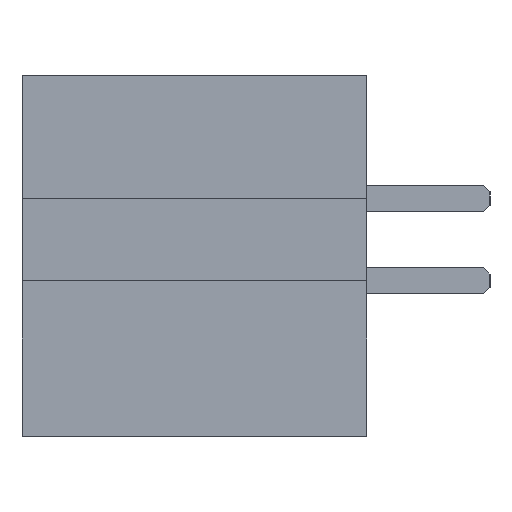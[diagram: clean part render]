
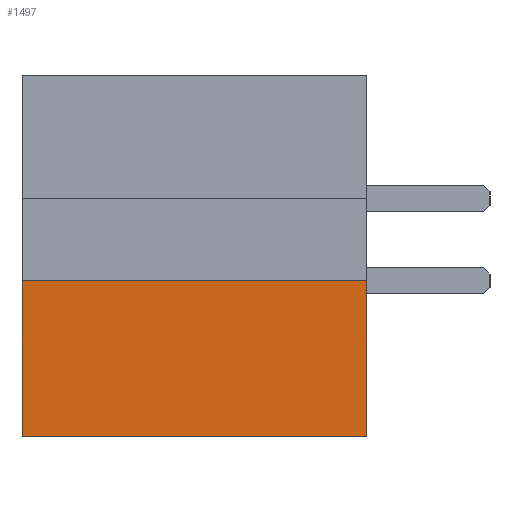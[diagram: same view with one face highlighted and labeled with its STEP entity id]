
A CAD part, left-side view. The second image highlights one B-rep face of the part: STEP entity #1497.
In plain terms, the highlighted planar face has unit normal (-1, 0, 0).
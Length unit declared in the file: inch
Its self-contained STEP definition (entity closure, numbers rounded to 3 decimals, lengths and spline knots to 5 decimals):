
#1497 = ADVANCED_FACE( '', ( #3210 ), #3211, .F. );
#3210 = FACE_OUTER_BOUND( '', #5156, .T. );
#3211 = PLANE( '', #5157 );
#5156 = EDGE_LOOP( '', ( #9887, #9888, #9889, #9890 ) );
#5157 = AXIS2_PLACEMENT_3D( '', #9891, #9892, #9893 );
#9887 = ORIENTED_EDGE( '', *, *, #12629, .F. );
#9888 = ORIENTED_EDGE( '', *, *, #13469, .T. );
#9889 = ORIENTED_EDGE( '', *, *, #14378, .T. );
#9890 = ORIENTED_EDGE( '', *, *, #14325, .T. );
#9891 = CARTESIAN_POINT( '', ( -0.75, 0.21, 0.1 ) );
#9892 = DIRECTION( '', ( 1., 0., 0. ) );
#9893 = DIRECTION( '', ( 0., 0., -1. ) );
#12629 = EDGE_CURVE( '', #15422, #15424, #15425, .T. );
#13469 = EDGE_CURVE( '', #15422, #16847, #16849, .T. );
#14325 = EDGE_CURVE( '', #18083, #15424, #18086, .T. );
#14378 = EDGE_CURVE( '', #16847, #18083, #18151, .T. );
#15422 = VERTEX_POINT( '', #19490 );
#15424 = VERTEX_POINT( '', #19493 );
#15425 = LINE( '', #19494, #19495 );
#16847 = VERTEX_POINT( '', #21618 );
#16849 = LINE( '', #21621, #21622 );
#18083 = VERTEX_POINT( '', #23531 );
#18086 = LINE( '', #23536, #23537 );
#18151 = LINE( '', #23636, #23637 );
#19490 = CARTESIAN_POINT( '', ( -0.75, 0., -0.025 ) );
#19493 = CARTESIAN_POINT( '', ( -0.75, 0., -0.12 ) );
#19494 = CARTESIAN_POINT( '', ( -0.75, 0., 0.1 ) );
#19495 = VECTOR( '', #24693, 39.37008 );
#21618 = CARTESIAN_POINT( '', ( -0.75, 0.21, -0.025 ) );
#21621 = CARTESIAN_POINT( '', ( -0.75, 0.21, -0.025 ) );
#21622 = VECTOR( '', #25396, 39.37008 );
#23531 = CARTESIAN_POINT( '', ( -0.75, 0.21, -0.12 ) );
#23536 = CARTESIAN_POINT( '', ( -0.75, 0.21, -0.12 ) );
#23537 = VECTOR( '', #26074, 39.37008 );
#23636 = CARTESIAN_POINT( '', ( -0.75, 0.21, 0.1 ) );
#23637 = VECTOR( '', #26109, 39.37008 );
#24693 = DIRECTION( '', ( 0., 0., -1. ) );
#25396 = DIRECTION( '', ( 0., 1., 0. ) );
#26074 = DIRECTION( '', ( 0., -1., 0. ) );
#26109 = DIRECTION( '', ( 0., 0., -1. ) );
